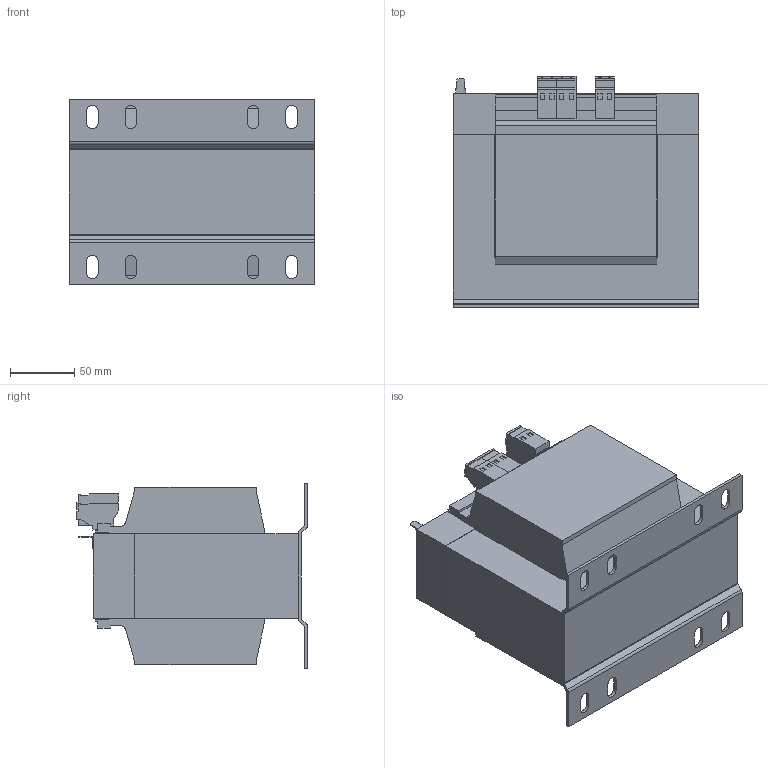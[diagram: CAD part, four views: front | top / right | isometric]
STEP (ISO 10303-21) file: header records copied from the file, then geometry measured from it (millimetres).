
FILE_DESCRIPTION (( 'STEP AP214' ), '1' );
FILE_NAME ('225261.STEP', '2023-09-13T12:47:12', ( '' ), ( '' ), 'SwSTEP 2.0', 'SolidWorks 2018', '' );
FILE_SCHEMA (( 'AUTOMOTIVE_DESIGN' ));
Length unit declared in the file: millimetre
Products named in the file (1): 225261
Bounding box: 192 x 180.3 x 145 mm (x, y, z)
Volume: 3079317.5 mm3; surface area: 237598.9 mm2
Topology: 1 solids, 1 shells, 252 faces, 678 edges, 440 vertices
Faces by surface type: plane 206, cylinder 46
Entity records: 7840 total; most frequent: CARTESIAN_POINT 1371, ORIENTED_EDGE 1356, DIRECTION 1276, EDGE_CURVE 678, LINE 586, VECTOR 586, VERTEX_POINT 440, AXIS2_PLACEMENT_3D 345
